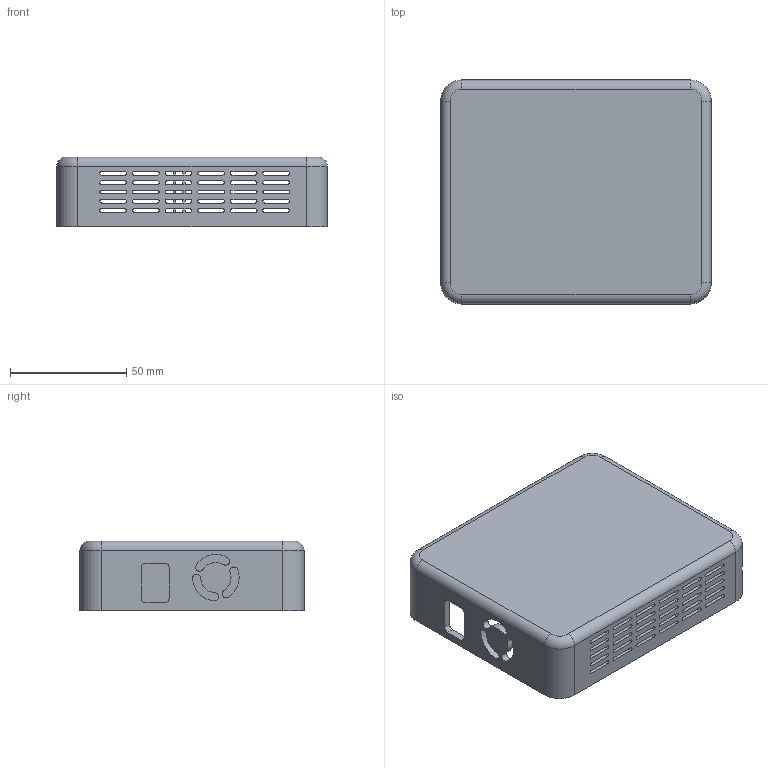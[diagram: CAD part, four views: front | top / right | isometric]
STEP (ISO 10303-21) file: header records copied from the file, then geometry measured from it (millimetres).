
FILE_DESCRIPTION(('FreeCAD Model'),'2;1');
FILE_NAME('Open CASCADE Shape Model','2024-12-23T03:36:10',(''),(''), 'Open CASCADE STEP processor 7.7','FreeCAD','Unknown');
FILE_SCHEMA(('AUTOMOTIVE_DESIGN { 1 0 10303 214 1 1 1 1 }'));
Length unit declared in the file: millimetre
Products named in the file (1): Case-Hull
Bounding box: 116.2 x 96.2 x 30 mm (x, y, z)
Volume: 75372 mm3; surface area: 55755.2 mm2
Topology: 1 solids, 1 shells, 371 faces, 1154 edges, 740 vertices
Faces by surface type: plane 197, cylinder 170, torus 4
Full cylindrical faces by diameter (mm): 5 x4
Entity records: 13152 total; most frequent: ORIENTED_EDGE 2308, CARTESIAN_POINT 2266, DIRECTION 2242, EDGE_CURVE 1154, LINE 810, VECTOR 810, VERTEX_POINT 740, AXIS2_PLACEMENT_3D 716
